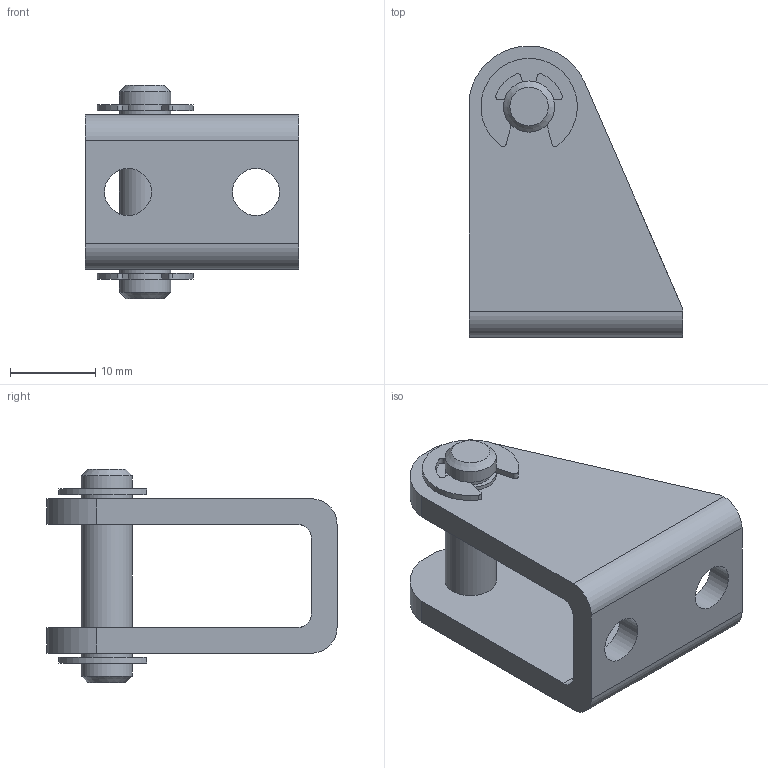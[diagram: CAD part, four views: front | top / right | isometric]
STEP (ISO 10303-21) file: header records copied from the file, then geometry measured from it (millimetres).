
FILE_DESCRIPTION(/* description */ ('STEP AP214'),/* implementation_level */ '2;1');
FILE_NAME(/* name */ '161862_CRLBN-12_16',/* time_stamp */ '2024-08-01T07:27:59+02:00',/* author */ ('License CC BY-ND 4.0'),/* organization */ ('CADENAS'),/* preprocessor_version */ 'ST-DEVELOPER v19.3',/* originating_system */ 'PARTsolutions',/* authorisation */ ' ');
FILE_SCHEMA (('AUTOMOTIVE_DESIGN {1 0 10303 214 3 1 1}'));
Length unit declared in the file: millimetre
Products named in the file (4): 161862 CRLBN-12/16; 161862 CRLBN-12/16---(L); 374739 BZ-06-019,0-AA (25); DIN-6799 5
Assembly tree (4 placements, depth 2):
  161862 CRLBN-12/16
    161862 CRLBN-12/16---(L)
    374739 BZ-06-019,0-AA (25)
    DIN-6799 5  x2
Bounding box: 25 x 34 x 25 mm (x, y, z)
Volume: 5084 mm3; surface area: 4418 mm2
Topology: 4 solids, 4 shells, 89 faces, 233 edges, 156 vertices
Faces by surface type: cylinder 53, plane 34, cone 2
Full cylindrical faces by diameter (mm): 5 x2, 5.5 x2, 6 x5
Entity records: 1980 total; most frequent: DIRECTION 356, CARTESIAN_POINT 318, ORIENTED_EDGE 292, EDGE_CURVE 146, AXIS2_PLACEMENT_3D 142, VERTEX_POINT 104, EDGE_LOOP 86, FACE_BOUND 86
